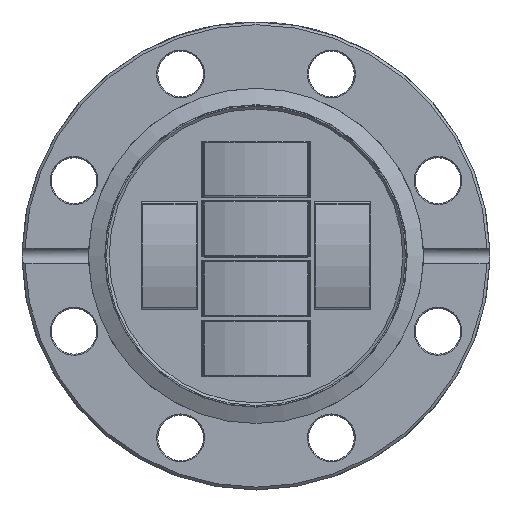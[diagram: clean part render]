
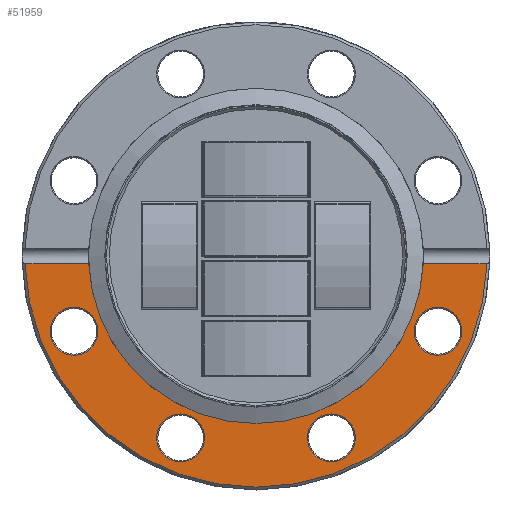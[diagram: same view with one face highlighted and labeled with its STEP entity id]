
A CAD part, top view. The second image highlights one B-rep face of the part: STEP entity #51959.
In plain terms, the highlighted planar face has unit normal (0, 0, 1).
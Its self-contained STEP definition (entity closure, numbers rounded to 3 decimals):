
#217 = DIRECTION ( 'NONE',  ( 0., 1., 0. ) ) ;
#921 = CARTESIAN_POINT ( 'NONE',  ( -30.768, -1.414, 0. ) ) ;
#2421 = ORIENTED_EDGE ( 'NONE', *, *, #36812, .F. ) ;
#2972 = EDGE_LOOP ( 'NONE', ( #8544 ) ) ;
#4941 = LINE ( 'NONE', #49992, #22210 ) ;
#5525 = VERTEX_POINT ( 'NONE', #36195 ) ;
#6529 = DIRECTION ( 'NONE',  ( 0., -1., 0. ) ) ;
#6890 = CIRCLE ( 'NONE', #51676, 4.4 ) ;
#7765 = VERTEX_POINT ( 'NONE', #20684 ) ;
#8021 = DIRECTION ( 'NONE',  ( 0., 0., -1. ) ) ;
#8285 = EDGE_CURVE ( 'NONE', #50755, #50755, #34951, .T. ) ;
#8544 = ORIENTED_EDGE ( 'NONE', *, *, #8285, .T. ) ;
#8908 = AXIS2_PLACEMENT_3D ( 'NONE', #47081, #51838, #217 ) ;
#9713 = AXIS2_PLACEMENT_3D ( 'NONE', #36658, #49592, #15919 ) ;
#10233 = CIRCLE ( 'NONE', #42497, 4.4 ) ;
#10604 = VERTEX_POINT ( 'NONE', #20123 ) ;
#10683 = CIRCLE ( 'NONE', #8908, 42.5 ) ;
#10832 = AXIS2_PLACEMENT_3D ( 'NONE', #27471, #23274, #39781 ) ;
#10919 = ORIENTED_EDGE ( 'NONE', *, *, #31089, .T. ) ;
#12472 = CIRCLE ( 'NONE', #22338, 4.4 ) ;
#13981 = EDGE_LOOP ( 'NONE', ( #2421, #31245, #34420, #17357 ) ) ;
#14805 = FACE_BOUND ( 'NONE', #46845, .T. ) ;
#15174 = DIRECTION ( 'NONE',  ( 0., 1., 0. ) ) ;
#15919 = DIRECTION ( 'NONE',  ( 0., 1., 0. ) ) ;
#17357 = ORIENTED_EDGE ( 'NONE', *, *, #52843, .T. ) ;
#17585 = VERTEX_POINT ( 'NONE', #921 ) ;
#19853 = FACE_BOUND ( 'NONE', #34705, .T. ) ;
#20123 = CARTESIAN_POINT ( 'NONE',  ( 13.853, -29.044, 0. ) ) ;
#20684 = CARTESIAN_POINT ( 'NONE',  ( 33.444, -9.453, 0. ) ) ;
#20822 = CARTESIAN_POINT ( 'NONE',  ( 43., -1.414, 0. ) ) ;
#21672 = EDGE_CURVE ( 'NONE', #17585, #38898, #28379, .T. ) ;
#22210 = VECTOR ( 'NONE', #41555, 1000. ) ;
#22338 = AXIS2_PLACEMENT_3D ( 'NONE', #37170, #8021, #25157 ) ;
#22559 = CARTESIAN_POINT ( 'NONE',  ( 0., 0., 0. ) ) ;
#23274 = DIRECTION ( 'NONE',  ( 0., 0., -1. ) ) ;
#23329 = EDGE_CURVE ( 'NONE', #17585, #54055, #4941, .T. ) ;
#25049 = DIRECTION ( 'NONE',  ( 1., 0., 0. ) ) ;
#25157 = DIRECTION ( 'NONE',  ( 0., 1., 0. ) ) ;
#27471 = CARTESIAN_POINT ( 'NONE',  ( -33.444, -13.853, 0. ) ) ;
#27732 = FACE_OUTER_BOUND ( 'NONE', #13981, .T. ) ;
#28283 = FACE_BOUND ( 'NONE', #2972, .T. ) ;
#28379 = CIRCLE ( 'NONE', #36425, 30.8 ) ;
#29720 = CARTESIAN_POINT ( 'NONE',  ( -33.444, -9.453, 0. ) ) ;
#31089 = EDGE_CURVE ( 'NONE', #32461, #32461, #10233, .T. ) ;
#31245 = ORIENTED_EDGE ( 'NONE', *, *, #21672, .F. ) ;
#31902 = PLANE ( 'NONE',  #9713 ) ;
#32151 = EDGE_LOOP ( 'NONE', ( #10919 ) ) ;
#32461 = VERTEX_POINT ( 'NONE', #44829 ) ;
#32707 = ORIENTED_EDGE ( 'NONE', *, *, #53124, .T. ) ;
#34420 = ORIENTED_EDGE ( 'NONE', *, *, #23329, .T. ) ;
#34504 = CARTESIAN_POINT ( 'NONE',  ( -42.476, -1.414, 0. ) ) ;
#34705 = EDGE_LOOP ( 'NONE', ( #46645 ) ) ;
#34951 = CIRCLE ( 'NONE', #10832, 4.4 ) ;
#36195 = CARTESIAN_POINT ( 'NONE',  ( 42.476, -1.414, 0. ) ) ;
#36425 = AXIS2_PLACEMENT_3D ( 'NONE', #22559, #39624, #6529 ) ;
#36658 = CARTESIAN_POINT ( 'NONE',  ( 0., 0., 0. ) ) ;
#36812 = EDGE_CURVE ( 'NONE', #38898, #5525, #42127, .T. ) ;
#36823 = CARTESIAN_POINT ( 'NONE',  ( 13.853, -33.444, 0. ) ) ;
#37170 = CARTESIAN_POINT ( 'NONE',  ( 33.444, -13.853, 0. ) ) ;
#38898 = VERTEX_POINT ( 'NONE', #54071 ) ;
#39624 = DIRECTION ( 'NONE',  ( 0., 0., 1. ) ) ;
#39781 = DIRECTION ( 'NONE',  ( 0., 1., 0. ) ) ;
#40203 = EDGE_CURVE ( 'NONE', #10604, #10604, #6890, .T. ) ;
#40703 = VECTOR ( 'NONE', #25049, 1000. ) ;
#41555 = DIRECTION ( 'NONE',  ( -1., 0., 0. ) ) ;
#42127 = LINE ( 'NONE', #20822, #40703 ) ;
#42497 = AXIS2_PLACEMENT_3D ( 'NONE', #48842, #44904, #15174 ) ;
#44829 = CARTESIAN_POINT ( 'NONE',  ( -13.853, -29.044, 0. ) ) ;
#44904 = DIRECTION ( 'NONE',  ( 0., 0., -1. ) ) ;
#46645 = ORIENTED_EDGE ( 'NONE', *, *, #40203, .T. ) ;
#46845 = EDGE_LOOP ( 'NONE', ( #32707 ) ) ;
#47081 = CARTESIAN_POINT ( 'NONE',  ( 0., 0., 0. ) ) ;
#48842 = CARTESIAN_POINT ( 'NONE',  ( -13.853, -33.444, 0. ) ) ;
#48931 = DIRECTION ( 'NONE',  ( 0., 1., 0. ) ) ;
#49592 = DIRECTION ( 'NONE',  ( 0., 0., -1. ) ) ;
#49992 = CARTESIAN_POINT ( 'NONE',  ( -43., -1.414, 0. ) ) ;
#50755 = VERTEX_POINT ( 'NONE', #29720 ) ;
#51676 = AXIS2_PLACEMENT_3D ( 'NONE', #36823, #53687, #48931 ) ;
#51838 = DIRECTION ( 'NONE',  ( 0., 0., 1. ) ) ;
#51959 = ADVANCED_FACE ( 'NONE', ( #14805, #19853, #54324, #28283, #27732 ), #31902, .F. ) ;
#52843 = EDGE_CURVE ( 'NONE', #54055, #5525, #10683, .T. ) ;
#53124 = EDGE_CURVE ( 'NONE', #7765, #7765, #12472, .T. ) ;
#53687 = DIRECTION ( 'NONE',  ( 0., 0., -1. ) ) ;
#54055 = VERTEX_POINT ( 'NONE', #34504 ) ;
#54071 = CARTESIAN_POINT ( 'NONE',  ( 30.768, -1.414, 0. ) ) ;
#54324 = FACE_BOUND ( 'NONE', #32151, .T. ) ;
